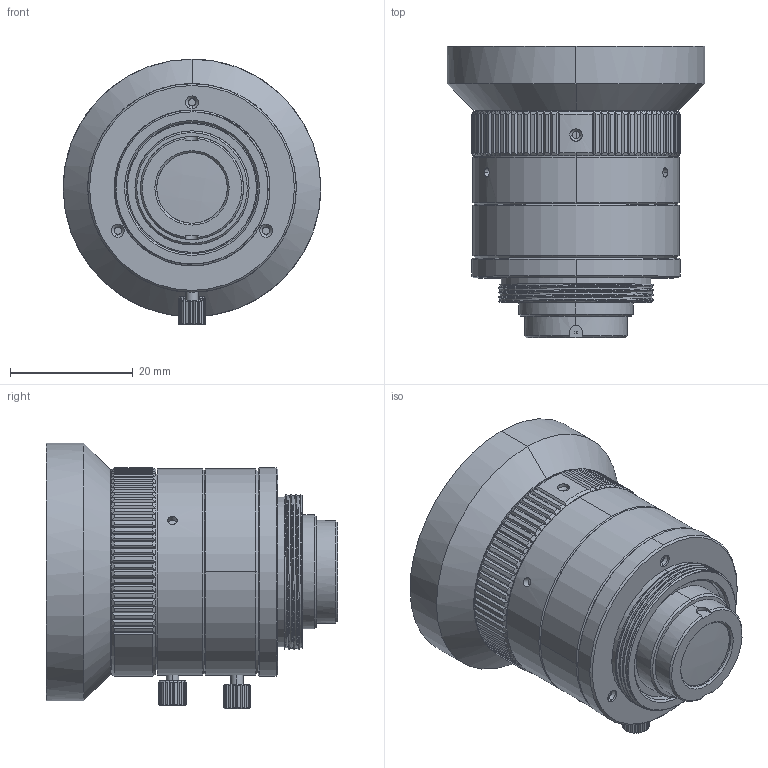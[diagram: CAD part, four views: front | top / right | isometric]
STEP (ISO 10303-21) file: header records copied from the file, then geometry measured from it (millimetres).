
FILE_DESCRIPTION (( 'STEP AP203' ), '1' );
FILE_NAME ('600049.STEP', '2021-08-06T08:14:08', ( '' ), ( '' ), 'SwSTEP 2.0', 'SolidWorks 2020', '' );
FILE_SCHEMA (( 'CONFIG_CONTROL_DESIGN' ));
Products named in the file (1): 600049
Bounding box: 42 x 47.46 x 43.32 mm (x, y, z)
Volume: 33147.4 mm3; surface area: 17432.9 mm2
Topology: 2 solids, 4 shells, 680 faces, 1669 edges, 1032 vertices
Faces by surface type: plane 270, cylinder 205, cone 192, bspline 13
Entity records: 93333 total; most frequent: CARTESIAN_POINT 78094, ORIENTED_EDGE 3338, DIRECTION 2916, EDGE_CURVE 1669, AXIS2_PLACEMENT_3D 1191, VERTEX_POINT 1032, EDGE_LOOP 725, FACE_OUTER_BOUND 680
